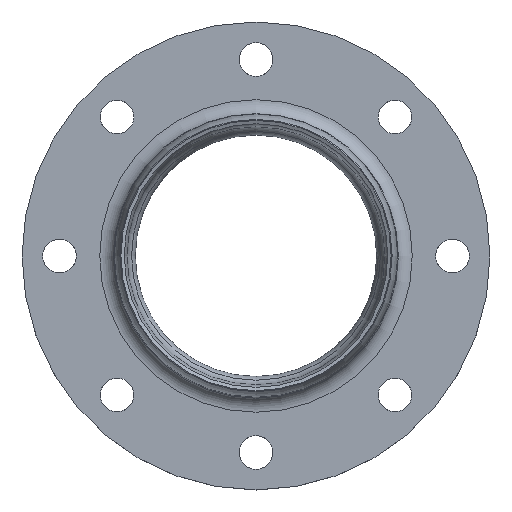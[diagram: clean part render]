
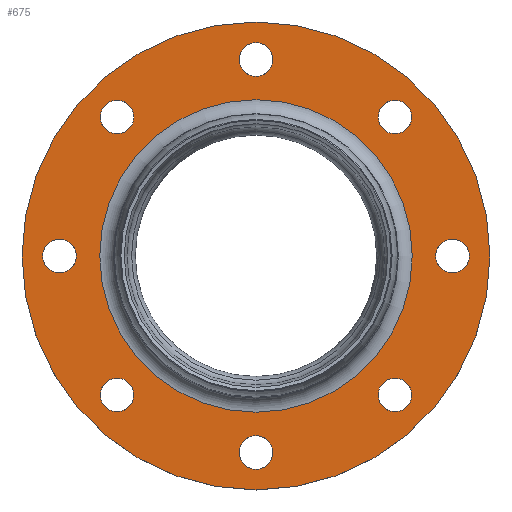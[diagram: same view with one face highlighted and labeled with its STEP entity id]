
A CAD part, top view. The second image highlights one B-rep face of the part: STEP entity #675.
In plain terms, the highlighted planar face has unit normal (0, 0, 1).
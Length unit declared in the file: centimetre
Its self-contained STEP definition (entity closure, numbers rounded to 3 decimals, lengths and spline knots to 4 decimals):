
#22=FACE_BOUND('',#107,.T.);
#23=FACE_BOUND('',#108,.T.);
#24=FACE_BOUND('',#109,.T.);
#25=FACE_BOUND('',#110,.T.);
#26=FACE_BOUND('',#111,.T.);
#27=FACE_BOUND('',#112,.T.);
#28=FACE_BOUND('',#113,.T.);
#29=FACE_BOUND('',#114,.T.);
#30=FACE_BOUND('',#115,.T.);
#35=PLANE('',#756);
#68=FACE_OUTER_BOUND('',#106,.T.);
#106=EDGE_LOOP('',(#521));
#107=EDGE_LOOP('',(#522));
#108=EDGE_LOOP('',(#523));
#109=EDGE_LOOP('',(#524));
#110=EDGE_LOOP('',(#525));
#111=EDGE_LOOP('',(#526));
#112=EDGE_LOOP('',(#527));
#113=EDGE_LOOP('',(#528));
#114=EDGE_LOOP('',(#529));
#115=EDGE_LOOP('',(#530));
#198=CIRCLE('',#706,9.);
#201=CIRCLE('',#710,9.);
#204=CIRCLE('',#714,9.);
#207=CIRCLE('',#718,9.);
#210=CIRCLE('',#722,9.);
#213=CIRCLE('',#726,9.);
#216=CIRCLE('',#730,9.);
#219=CIRCLE('',#734,9.);
#236=CIRCLE('',#755,83.4766);
#237=CIRCLE('',#757,125.);
#271=VERTEX_POINT('',#1070);
#275=VERTEX_POINT('',#1093);
#279=VERTEX_POINT('',#1116);
#283=VERTEX_POINT('',#1139);
#287=VERTEX_POINT('',#1162);
#291=VERTEX_POINT('',#1185);
#295=VERTEX_POINT('',#1208);
#299=VERTEX_POINT('',#1231);
#309=VERTEX_POINT('',#1281);
#310=VERTEX_POINT('',#1285);
#334=EDGE_CURVE('',#271,#271,#198,.T.);
#339=EDGE_CURVE('',#275,#275,#201,.T.);
#344=EDGE_CURVE('',#279,#279,#204,.T.);
#349=EDGE_CURVE('',#283,#283,#207,.T.);
#354=EDGE_CURVE('',#287,#287,#210,.T.);
#359=EDGE_CURVE('',#291,#291,#213,.T.);
#364=EDGE_CURVE('',#295,#295,#216,.T.);
#369=EDGE_CURVE('',#299,#299,#219,.T.);
#392=EDGE_CURVE('',#309,#309,#236,.T.);
#393=EDGE_CURVE('',#310,#310,#237,.T.);
#521=ORIENTED_EDGE('',*,*,#393,.F.);
#522=ORIENTED_EDGE('',*,*,#334,.T.);
#523=ORIENTED_EDGE('',*,*,#339,.T.);
#524=ORIENTED_EDGE('',*,*,#344,.T.);
#525=ORIENTED_EDGE('',*,*,#349,.T.);
#526=ORIENTED_EDGE('',*,*,#354,.T.);
#527=ORIENTED_EDGE('',*,*,#359,.T.);
#528=ORIENTED_EDGE('',*,*,#364,.T.);
#529=ORIENTED_EDGE('',*,*,#369,.T.);
#530=ORIENTED_EDGE('',*,*,#392,.T.);
#675=ADVANCED_FACE('',(#68,#22,#23,#24,#25,#26,#27,#28,#29,#30),#35,.T.);
#706=AXIS2_PLACEMENT_3D('',#1071,#823,#824);
#710=AXIS2_PLACEMENT_3D('',#1094,#832,#833);
#714=AXIS2_PLACEMENT_3D('',#1117,#841,#842);
#718=AXIS2_PLACEMENT_3D('',#1140,#850,#851);
#722=AXIS2_PLACEMENT_3D('',#1163,#859,#860);
#726=AXIS2_PLACEMENT_3D('',#1186,#868,#869);
#730=AXIS2_PLACEMENT_3D('',#1209,#877,#878);
#734=AXIS2_PLACEMENT_3D('',#1232,#886,#887);
#755=AXIS2_PLACEMENT_3D('',#1283,#932,#933);
#756=AXIS2_PLACEMENT_3D('',#1284,#934,#935);
#757=AXIS2_PLACEMENT_3D('',#1286,#936,#937);
#823=DIRECTION('center_axis',(0.,0.,
-1.));
#824=DIRECTION('ref_axis',(0.707,0.707,0.));
#832=DIRECTION('center_axis',(0.,0.,
-1.));
#833=DIRECTION('ref_axis',(-0.707,0.707,0.));
#841=DIRECTION('center_axis',(0.,0.,
-1.));
#842=DIRECTION('ref_axis',(-0.707,-0.707,0.));
#850=DIRECTION('center_axis',(0.,0.,
-1.));
#851=DIRECTION('ref_axis',(0.707,-0.707,0.));
#859=DIRECTION('center_axis',(0.,0.,
-1.));
#860=DIRECTION('ref_axis',(0.,-1.,0.));
#868=DIRECTION('center_axis',(0.,0.,
-1.));
#869=DIRECTION('ref_axis',(-1.,0.,0.));
#877=DIRECTION('center_axis',(0.,0.,
-1.));
#878=DIRECTION('ref_axis',(0.,1.,0.));
#886=DIRECTION('center_axis',(0.,0.,
-1.));
#887=DIRECTION('ref_axis',(1.,0.,0.));
#932=DIRECTION('center_axis',(0.,0.,
-1.));
#933=DIRECTION('ref_axis',(1.,0.,0.));
#934=DIRECTION('center_axis',(0.,0.,
1.));
#935=DIRECTION('ref_axis',(0.,-1.,0.));
#936=DIRECTION('center_axis',(0.,0.,
-1.));
#937=DIRECTION('ref_axis',(1.,0.,0.));
#1070=CARTESIAN_POINT('',(620.9011,74.4249,58.6503));
#1071=CARTESIAN_POINT('Origin',(627.2651,80.7889,58.6503));
#1093=CARTESIAN_POINT('',(782.1214,74.4249,58.6503));
#1094=CARTESIAN_POINT('Origin',(775.7575,80.7889,58.6503));
#1116=CARTESIAN_POINT('',(782.1214,235.6452,58.6503));
#1117=CARTESIAN_POINT('Origin',(775.7575,229.2813,58.6503));
#1139=CARTESIAN_POINT('',(620.9011,235.6452,58.6503));
#1140=CARTESIAN_POINT('Origin',(627.2651,229.2813,58.6503));
#1162=CARTESIAN_POINT('',(701.5113,269.0351,58.6503));
#1163=CARTESIAN_POINT('Origin',(701.5113,260.0351,58.6503));
#1185=CARTESIAN_POINT('',(815.5113,155.0351,58.6503));
#1186=CARTESIAN_POINT('Origin',(806.5113,155.0351,58.6503));
#1208=CARTESIAN_POINT('',(701.5113,41.0351,58.6503));
#1209=CARTESIAN_POINT('Origin',(701.5113,50.0351,58.6503));
#1231=CARTESIAN_POINT('',(587.5113,155.0351,58.6503));
#1232=CARTESIAN_POINT('Origin',(596.5113,155.0351,58.6503));
#1281=CARTESIAN_POINT('',(701.5113,71.5585,58.6503));
#1283=CARTESIAN_POINT('Origin',(701.5113,155.0351,58.6503));
#1284=CARTESIAN_POINT('Origin',(805.7496,155.0351,58.6503));
#1285=CARTESIAN_POINT('',(576.5113,155.0351,58.6503));
#1286=CARTESIAN_POINT('Origin',(701.5113,155.0351,58.6503));
